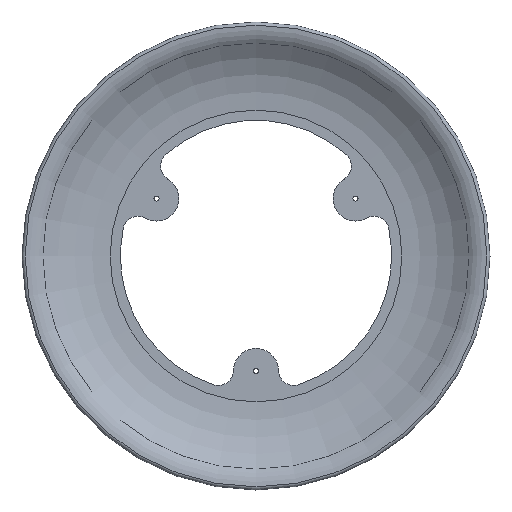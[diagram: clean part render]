
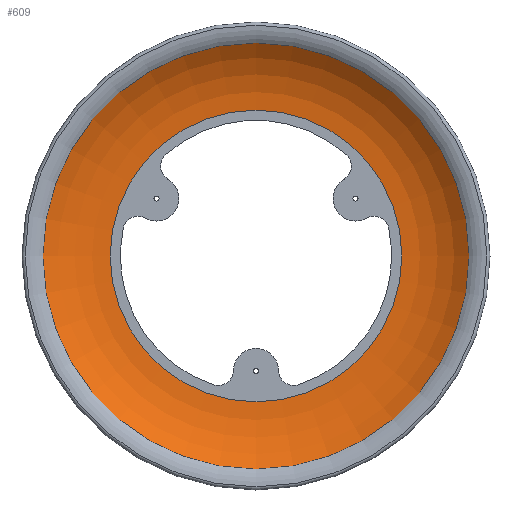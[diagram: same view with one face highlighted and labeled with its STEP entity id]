
A CAD part, front view. The second image highlights one B-rep face of the part: STEP entity #609.
In plain terms, the highlighted toroidal (fillet/blend) face has major radius 86 mm and minor radius 62.778 mm.
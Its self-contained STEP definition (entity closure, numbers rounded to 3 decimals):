
#27=TOROIDAL_SURFACE('',#709,86.,62.778);
#78=FACE_OUTER_BOUND('',#117,.T.);
#117=EDGE_LOOP('',(#535,#536,#537,#538));
#240=CIRCLE('',#707,125.721);
#242=CIRCLE('',#710,62.778);
#243=CIRCLE('',#711,86.);
#298=VERTEX_POINT('',#1099);
#299=VERTEX_POINT('',#1103);
#383=EDGE_CURVE('',#298,#298,#240,.T.);
#385=EDGE_CURVE('',#298,#299,#242,.T.);
#386=EDGE_CURVE('',#299,#299,#243,.T.);
#535=ORIENTED_EDGE('',*,*,#383,.T.);
#536=ORIENTED_EDGE('',*,*,#385,.T.);
#537=ORIENTED_EDGE('',*,*,#386,.F.);
#538=ORIENTED_EDGE('',*,*,#385,.F.);
#609=ADVANCED_FACE('',(#78),#27,.F.);
#707=AXIS2_PLACEMENT_3D('',#1100,#914,#915);
#709=AXIS2_PLACEMENT_3D('',#1102,#918,#919);
#710=AXIS2_PLACEMENT_3D('',#1104,#920,#921);
#711=AXIS2_PLACEMENT_3D('',#1105,#922,#923);
#914=DIRECTION('center_axis',(0.,-1.,0.));
#915=DIRECTION('ref_axis',(1.,0.,0.));
#918=DIRECTION('center_axis',(0.,-1.,0.));
#919=DIRECTION('ref_axis',(0.,0.,-1.));
#920=DIRECTION('center_axis',(-1.,0.,0.));
#921=DIRECTION('ref_axis',(0.,0.,1.));
#922=DIRECTION('center_axis',(0.,-1.,0.));
#923=DIRECTION('ref_axis',(1.,0.,0.));
#1099=CARTESIAN_POINT('',(0.,3.836,125.721));
#1100=CARTESIAN_POINT('Origin',(0.,3.836,0.));
#1102=CARTESIAN_POINT('Origin',(0.,-44.778,0.));
#1103=CARTESIAN_POINT('',(0.,18.,86.));
#1104=CARTESIAN_POINT('Origin',(0.,-44.778,
86.));
#1105=CARTESIAN_POINT('Origin',(0.,18.,0.));
